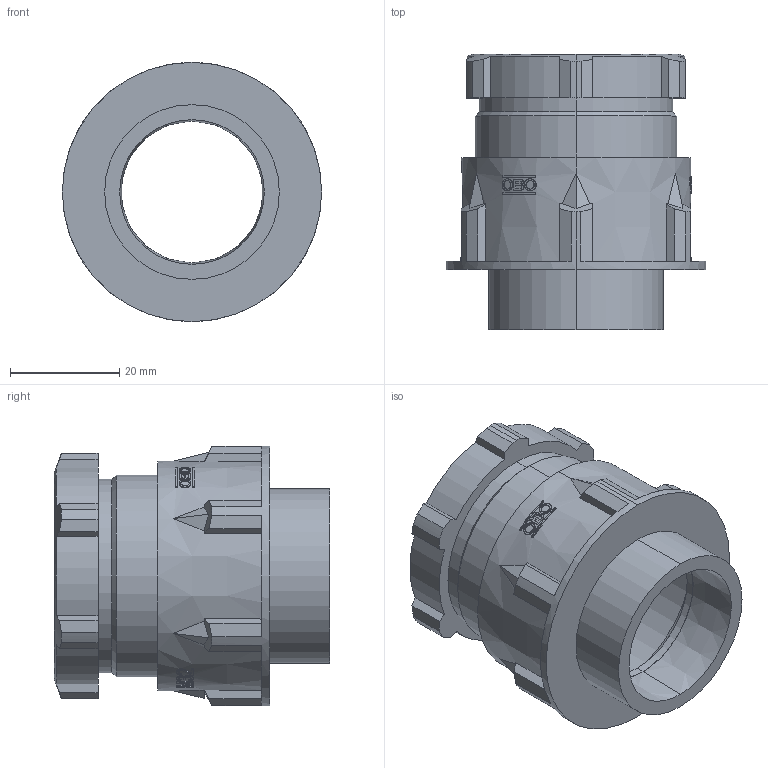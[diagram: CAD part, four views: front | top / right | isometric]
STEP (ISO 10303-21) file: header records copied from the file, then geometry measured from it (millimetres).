
FILE_DESCRIPTION((''),'2;1');
FILE_NAME('ASM0010_ASM','2016-02-26T',('AndreasKeweloh'),(''),'CREO PARAMETRIC BY PTC INC, 2015290','CREO PARAMETRIC BY PTC INC, 2015290','');
FILE_SCHEMA(('CONFIG_CONTROL_DESIGN'));
Length unit declared in the file: millimetre
Products named in the file (5): EV269-32-01_3; EV510-29_2; 2035359_ASM_1_ASM; 2035359_ORG_ASM_1_ASM; ASM0010_ASM
Assembly tree (4 placements, depth 4):
  ASM0010_ASM
    2035359_ORG_ASM_1_ASM
      2035359_ASM_1_ASM
        EV269-32-01_3
        EV510-29_2
Bounding box: 47.5 x 50.43 x 47.5 mm (x, y, z)
Volume: 24822.6 mm3; surface area: 16452.7 mm2
Topology: 2 solids, 2 shells, 273 faces, 727 edges, 479 vertices
Faces by surface type: plane 130, extrusion 60, cylinder 41, cone 40, torus 2
Entity records: 9994 total; most frequent: CARTESIAN_POINT 3477, ORIENTED_EDGE 1454, DIRECTION 1098, EDGE_CURVE 727, VERTEX_POINT 479, AXIS2_PLACEMENT_3D 377, B_SPLINE_CURVE_WITH_KNOTS 351, VECTOR 344
